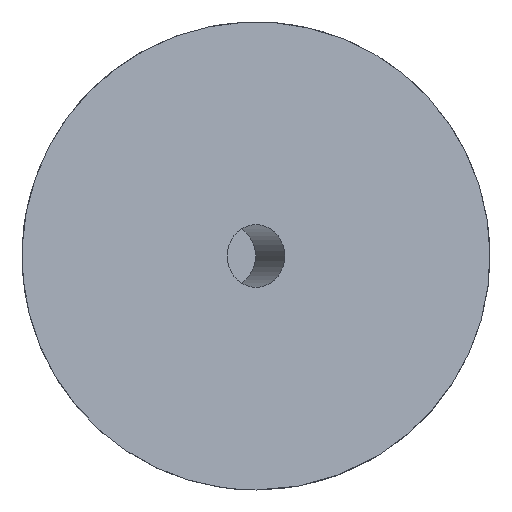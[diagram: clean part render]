
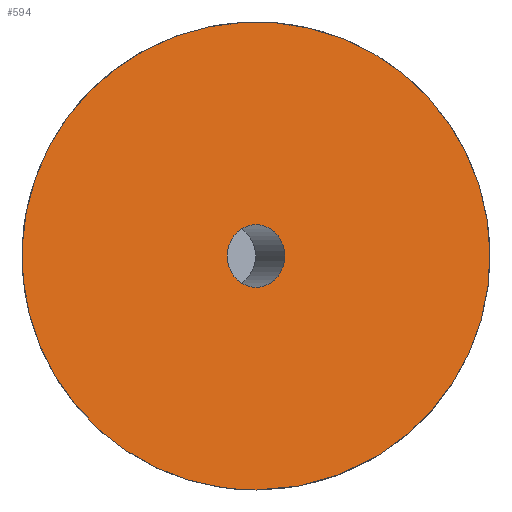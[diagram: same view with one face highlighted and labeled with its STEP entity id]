
A CAD part, front view. The second image highlights one B-rep face of the part: STEP entity #594.
In plain terms, the highlighted planar face has unit normal (0.403, -0.915, 0).
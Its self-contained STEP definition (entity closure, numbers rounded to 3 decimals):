
#15=FACE_BOUND('',#118,.T.);
#34=ELLIPSE('',#630,10.584,9.688);
#37=CIRCLE('',#624,1.3);
#57=PLANE('',#632);
#84=FACE_OUTER_BOUND('',#117,.T.);
#117=EDGE_LOOP('',(#496));
#118=EDGE_LOOP('',(#497));
#255=VERTEX_POINT('',#2597);
#264=VERTEX_POINT('',#4055);
#334=EDGE_CURVE('',#255,#255,#37,.T.);
#344=EDGE_CURVE('',#264,#264,#34,.T.);
#496=ORIENTED_EDGE('',*,*,#344,.T.);
#497=ORIENTED_EDGE('',*,*,#334,.T.);
#594=ADVANCED_FACE('',(#84,#15),#57,.T.);
#624=AXIS2_PLACEMENT_3D('',#2598,#673,#674);
#630=AXIS2_PLACEMENT_3D('',#4057,#687,#688);
#632=AXIS2_PLACEMENT_3D('',#5216,#692,#693);
#673=DIRECTION('center_axis',(-0.403,0.915,0.));
#674=DIRECTION('ref_axis',(0.,0.,-1.));
#687=DIRECTION('center_axis',(0.403,-0.915,0.));
#688=DIRECTION('ref_axis',(0.915,0.403,0.));
#692=DIRECTION('center_axis',(0.403,-0.915,0.));
#693=DIRECTION('ref_axis',(0.915,0.403,0.));
#2597=CARTESIAN_POINT('',(296.662,-131.744,7.523));
#2598=CARTESIAN_POINT('Origin',(296.662,-131.744,6.223));
#4055=CARTESIAN_POINT('',(296.662,-131.744,-3.464));
#4057=CARTESIAN_POINT('Origin',(296.662,-131.744,6.223));
#5216=CARTESIAN_POINT('Origin',(307.172,-127.12,44.895));
